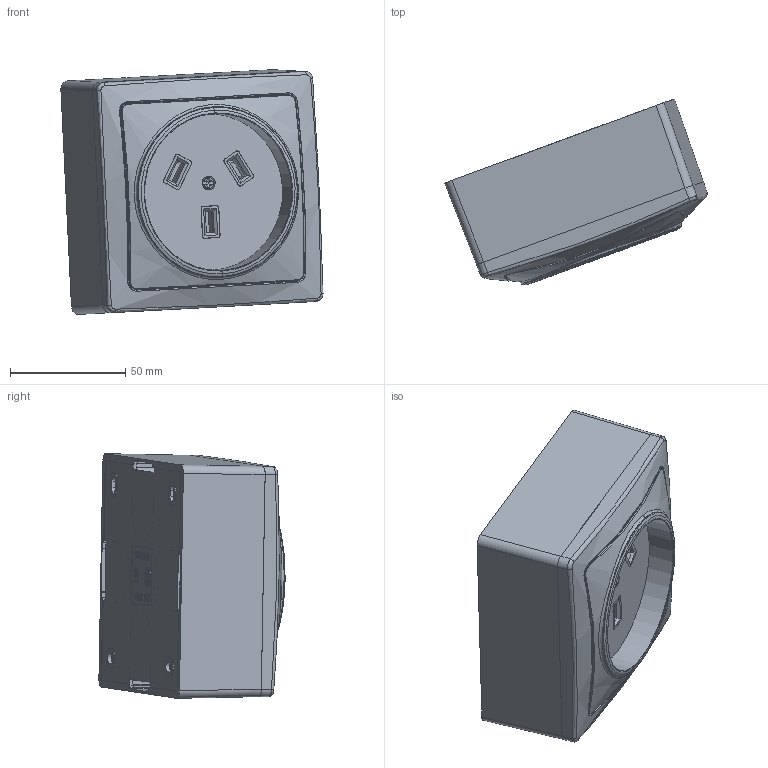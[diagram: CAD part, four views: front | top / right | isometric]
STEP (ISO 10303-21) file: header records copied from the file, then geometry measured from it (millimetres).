
FILE_DESCRIPTION (( 'STEP AP203' ), '1' );
FILE_NAME ('Ðîçåòêà íàêëàä.STEP', '2023-06-22T13:41:22', ( '' ), ( '' ), 'SwSTEP 2.0', 'SolidWorks 2022', '' );
FILE_SCHEMA (( 'CONFIG_CONTROL_DESIGN' ));
Products named in the file (1): Розетка наклад
Bounding box: 113.59 x 80.64 x 105.97 mm (x, y, z)
Volume: 80609.6 mm3; surface area: 106928.4 mm2
Topology: 4 solids, 4 shells, 1730 faces, 4807 edges, 3157 vertices
Faces by surface type: plane 1115, cylinder 232, bspline 183, cone 180, torus 20
Entity records: 69330 total; most frequent: CARTESIAN_POINT 26582, ORIENTED_EDGE 9614, DIRECTION 7681, EDGE_CURVE 4807, LINE 3193, VECTOR 3193, VERTEX_POINT 3157, AXIS2_PLACEMENT_3D 2244
